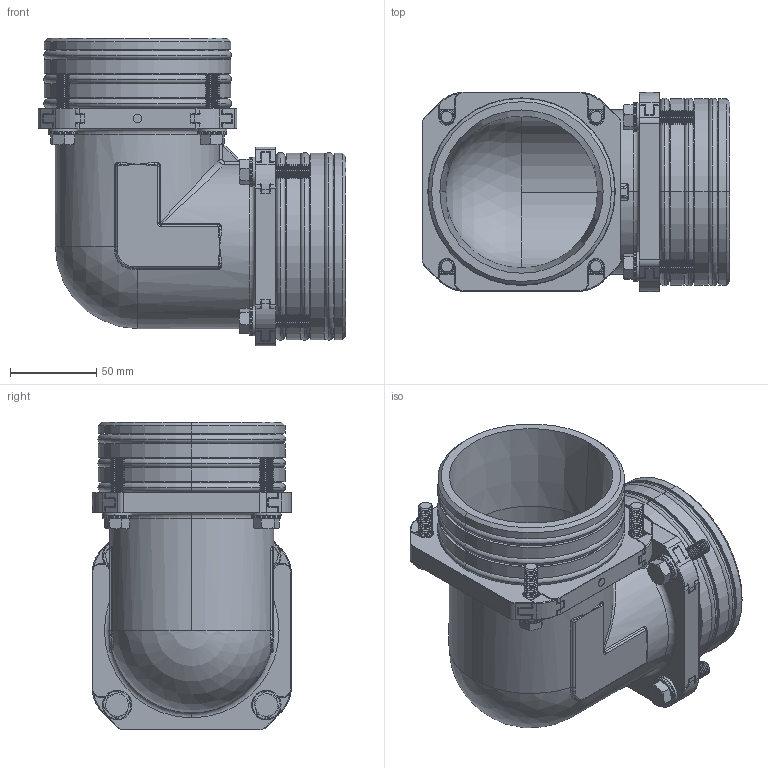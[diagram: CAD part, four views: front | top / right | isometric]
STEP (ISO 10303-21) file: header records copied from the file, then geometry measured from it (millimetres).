
FILE_DESCRIPTION (( 'STEP AP214' ), '1' );
FILE_NAME ('AR.213.110.110.STEP', '2016-04-13T14:20:46', ( '' ), ( '' ), 'SwSTEP 2.0', 'SolidWorks 2016', '' );
FILE_SCHEMA (( 'AUTOMOTIVE_DESIGN' ));
Length unit declared in the file: millimetre
Products named in the file (8): RONDELLE UNI 6592_8.4x17 UNI 6592; AR.213.110.110-L; spring lock washer 2_din_DIN 6905-11-FSt; AR.213.110.110; AR.000.000.001; hex screw gradec_iso_ISO 4018 - M8 x 35-NS; GUARNIZIONI OR_OR 6387; AR.000.000.002
Assembly tree (47 placements, depth 2):
  AR.213.110.110
    AR.213.110.110-L
    AR.000.000.001  x8
    AR.000.000.002  x8
    GUARNIZIONI OR_OR 6387  x6
    hex screw gradec_iso_ISO 4018 - M8 x 35-NS  x8
    spring lock washer 2_din_DIN 6905-11-FSt  x8
    RONDELLE UNI 6592_8.4x17 UNI 6592  x8
Bounding box: 178 x 115.3 x 178 mm (x, y, z)
Volume: 498528.4 mm3; surface area: 248033.2 mm2
Topology: 47 solids, 47 shells, 4956 faces, 12433 edges, 7660 vertices
Faces by surface type: cylinder 1401, plane 1321, cone 936, bspline 739, torus 444, sphere 115
Entity records: 112053 total; most frequent: CARTESIAN_POINT 55787, ORIENTED_EDGE 12514, DIRECTION 9870, EDGE_CURVE 6257, VERTEX_POINT 3972, LINE 3512, VECTOR 3512, AXIS2_PLACEMENT_3D 3179
